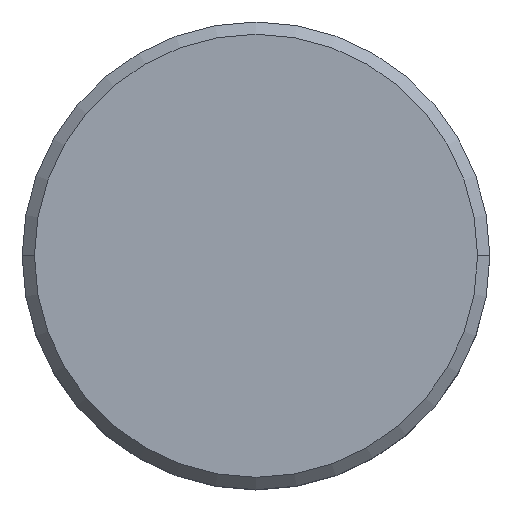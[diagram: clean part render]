
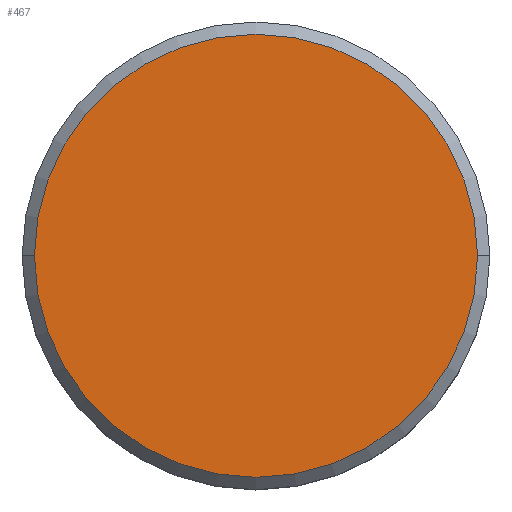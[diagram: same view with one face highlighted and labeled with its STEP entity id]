
A CAD part, top view. The second image highlights one B-rep face of the part: STEP entity #467.
In plain terms, the highlighted planar face has unit normal (0, 0, 1).
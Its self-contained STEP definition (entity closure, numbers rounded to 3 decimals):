
#13 = CARTESIAN_POINT ( 'NONE',  ( 9., 0., 0. ) ) ;
#88 = ORIENTED_EDGE ( 'NONE', *, *, #274, .T. ) ;
#94 = AXIS2_PLACEMENT_3D ( 'NONE', #352, #538, #265 ) ;
#126 = DIRECTION ( 'NONE',  ( 1., 0., 0. ) ) ;
#190 = VERTEX_POINT ( 'NONE', #13 ) ;
#265 = DIRECTION ( 'NONE',  ( 1., 0., 0. ) ) ;
#268 = DIRECTION ( 'NONE',  ( 1., 0., 0. ) ) ;
#274 = EDGE_CURVE ( 'NONE', #190, #450, #438, .T. ) ;
#291 = AXIS2_PLACEMENT_3D ( 'NONE', #578, #528, #268 ) ;
#293 = EDGE_CURVE ( 'NONE', #450, #190, #553, .T. ) ;
#309 = EDGE_LOOP ( 'NONE', ( #496, #88 ) ) ;
#334 = CARTESIAN_POINT ( 'NONE',  ( -9., 0., 0. ) ) ;
#352 = CARTESIAN_POINT ( 'NONE',  ( 0., 0., 0. ) ) ;
#390 = AXIS2_PLACEMENT_3D ( 'NONE', #487, #526, #126 ) ;
#400 = PLANE ( 'NONE',  #94 ) ;
#438 = CIRCLE ( 'NONE', #390, 9. ) ;
#450 = VERTEX_POINT ( 'NONE', #334 ) ;
#467 = ADVANCED_FACE ( 'NONE', ( #486 ), #400, .T. ) ;
#486 = FACE_OUTER_BOUND ( 'NONE', #309, .T. ) ;
#487 = CARTESIAN_POINT ( 'NONE',  ( 0., 0., 0. ) ) ;
#496 = ORIENTED_EDGE ( 'NONE', *, *, #293, .T. ) ;
#526 = DIRECTION ( 'NONE',  ( 0., 0., 1. ) ) ;
#528 = DIRECTION ( 'NONE',  ( 0., 0., 1. ) ) ;
#538 = DIRECTION ( 'NONE',  ( 0., 0., 1. ) ) ;
#553 = CIRCLE ( 'NONE', #291, 9. ) ;
#578 = CARTESIAN_POINT ( 'NONE',  ( 0., 0., 0. ) ) ;
